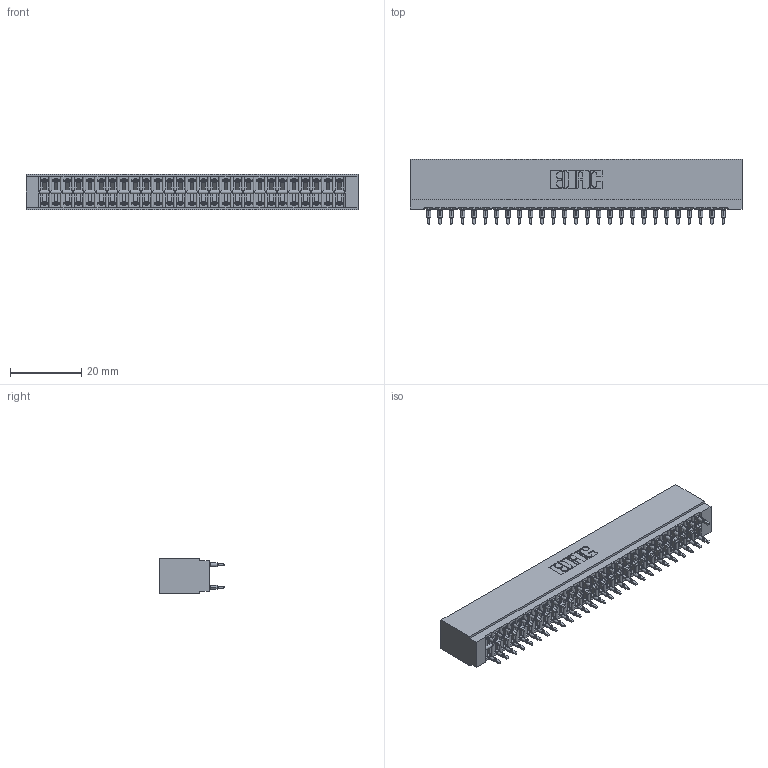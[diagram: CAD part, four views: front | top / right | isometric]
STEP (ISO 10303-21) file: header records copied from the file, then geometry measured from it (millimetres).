
FILE_DESCRIPTION (( 'STEP AP203' ), '1' );
FILE_NAME ('726-054-525-201.STEP', '2020-05-28T09:08:23', ( '' ), ( '' ), 'SwSTEP 2.0', 'SolidWorks 2020', '' );
FILE_SCHEMA (( 'CONFIG_CONTROL_DESIGN' ));
Length unit declared in the file: inch
Products named in the file (3): 726-054-525-201; 746-292-001_525; 726 Part_.515 Slot Depth - 01
Assembly tree (55 placements, depth 2):
  726-054-525-201
    726 Part_.515 Slot Depth - 01
    746-292-001_525  x54
Bounding box: 92.96 x 18.4 x 9.91 mm (x, y, z)
Volume: 8605.4 mm3; surface area: 13953.9 mm2
Topology: 55 solids, 55 shells, 4930 faces, 13547 edges, 8626 vertices
Faces by surface type: plane 2539, bspline 1080, cylinder 987, torus 324
Entity records: 43785 total; most frequent: CARTESIAN_POINT 8835, ORIENTED_EDGE 7484, DIRECTION 6274, EDGE_CURVE 3742, LINE 3288, VECTOR 3288, VERTEX_POINT 2478, AXIS2_PLACEMENT_3D 1493
